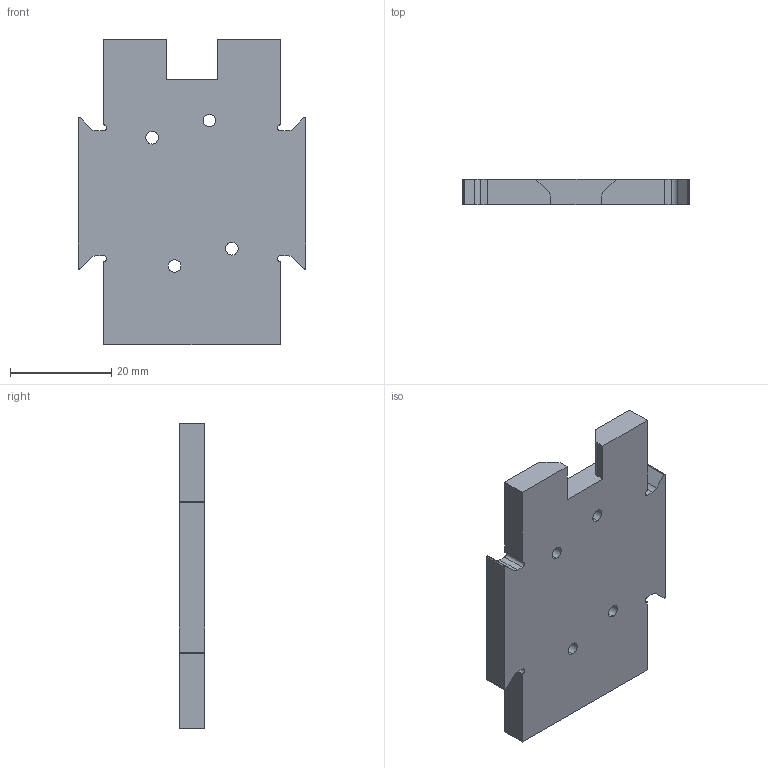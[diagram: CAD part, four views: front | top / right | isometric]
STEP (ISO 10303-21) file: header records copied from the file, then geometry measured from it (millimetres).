
FILE_DESCRIPTION (( 'STEP AP214' ), '1' );
FILE_NAME ('wheelmodule_side_fix_tapp.STEP', '2022-06-09T08:48:52', ( '' ), ( '' ), 'SwSTEP 2.0', 'SolidWorks 2017', '' );
FILE_SCHEMA (( 'AUTOMOTIVE_DESIGN' ));
Length unit declared in the file: millimetre
Products named in the file (1): wheelmodule_side_fix_tapp
Bounding box: 45 x 5 x 60.5 mm (x, y, z)
Volume: 11278.2 mm3; surface area: 5991.8 mm2
Topology: 1 solids, 1 shells, 51 faces, 144 edges, 96 vertices
Faces by surface type: cylinder 26, plane 25
Entity records: 2281 total; most frequent: DIRECTION 300, CARTESIAN_POINT 292, ORIENTED_EDGE 288, EDGE_CURVE 144, AXIS2_PLACEMENT_3D 104, VERTEX_POINT 96, VECTOR 92, LINE 92
